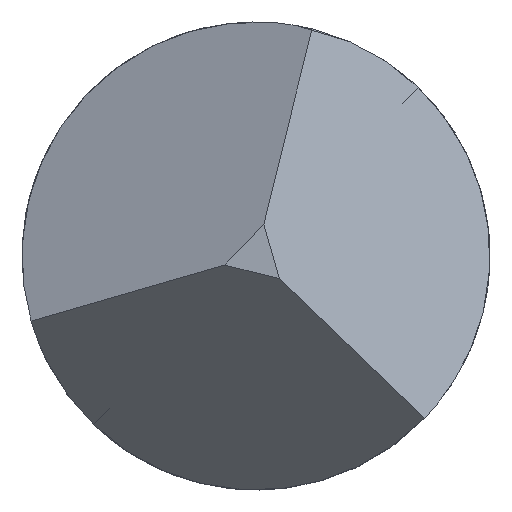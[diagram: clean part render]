
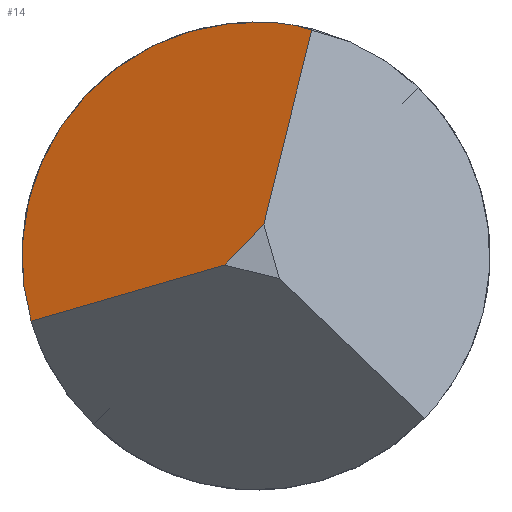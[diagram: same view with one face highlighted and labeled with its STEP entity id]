
A CAD part, left-side view. The second image highlights one B-rep face of the part: STEP entity #14.
In plain terms, the highlighted planar face has unit normal (-0.743, 0.482, 0.464).
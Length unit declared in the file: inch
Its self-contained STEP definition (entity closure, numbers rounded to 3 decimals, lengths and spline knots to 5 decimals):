
#14 = ADVANCED_FACE ( 'NONE', ( #737 ), #1288, .F. ) ;
#121 = VERTEX_POINT ( 'NONE', #666 ) ;
#144 = CARTESIAN_POINT ( 'NONE',  ( -0.437, 0.0024, -0.00069 ) ) ;
#169 = DIRECTION ( 'NONE',  ( 0.411, 0.876, -0.253 ) ) ;
#240 = VECTOR ( 'NONE', #267, 39.37008 ) ;
#265 = CARTESIAN_POINT ( 'NONE',  ( -0.43002, -0.00431, 0.01748 ) ) ;
#267 = DIRECTION ( 'NONE',  ( -0.411, 0.218, -0.885 ) ) ;
#329 = CARTESIAN_POINT ( 'NONE',  ( -0.437, 0.0024, -0.00069 ) ) ;
#370 = CARTESIAN_POINT ( 'NONE',  ( -0.43002, -0.00431, 0.01748 ) ) ;
#375 = CARTESIAN_POINT ( 'NONE',  ( -0.41787, 0.01082, 0.02121 ) ) ;
#377 = CARTESIAN_POINT ( 'NONE',  ( -0.41787, 0.02162, 0.00997 ) ) ;
#378 = VERTEX_POINT ( 'NONE', #1152 ) ;
#547 = CARTESIAN_POINT ( 'NONE',  ( -0.437, 0.01337, -0.01211 ) ) ;
#613 = VECTOR ( 'NONE', #169, 39.37008 ) ;
#666 = CARTESIAN_POINT ( 'NONE',  ( -0.437, -0.0006, 0.00243 ) ) ;
#704 = VECTOR ( 'NONE', #706, 39.37008 ) ;
#706 = DIRECTION ( 'NONE',  ( 0., 0.693, -0.721 ) ) ;
#707 = LINE ( 'NONE', #265, #240 ) ;
#737 = FACE_OUTER_BOUND ( 'NONE', #1044, .T. ) ;
#747 =( BOUNDED_CURVE ( )  B_SPLINE_CURVE ( 3, ( #840, #377, #375, #370 ),
 .UNSPECIFIED., .F., .T. ) 
 B_SPLINE_CURVE_WITH_KNOTS ( ( 4, 4 ),
 ( 5.23599, 7.33038 ),
 .UNSPECIFIED. ) 
 CURVE ( )  GEOMETRIC_REPRESENTATION_ITEM ( )  RATIONAL_B_SPLINE_CURVE ( ( 1., 0.667, 0.667, 1. ) ) 
 REPRESENTATION_ITEM ( '' )  );
#797 = EDGE_CURVE ( 'NONE', #121, #995, #811, .T. ) ;
#811 = LINE ( 'NONE', #547, #704 ) ;
#840 = CARTESIAN_POINT ( 'NONE',  ( -0.43002, 0.01729, -0.005 ) ) ;
#970 = EDGE_CURVE ( 'NONE', #378, #1313, #747, .T. ) ;
#995 = VERTEX_POINT ( 'NONE', #329 ) ;
#1035 = EDGE_CURVE ( 'NONE', #1313, #121, #707, .T. ) ;
#1044 = EDGE_LOOP ( 'NONE', ( #1428, #1436, #1438, #1441 ) ) ;
#1121 = EDGE_CURVE ( 'NONE', #995, #378, #1492, .T. ) ;
#1130 = DIRECTION ( 'NONE',  ( 0.669, 0.536, 0.515 ) ) ;
#1133 = DIRECTION ( 'NONE',  ( 0.743, -0.482, -0.464 ) ) ;
#1142 = CARTESIAN_POINT ( 'NONE',  ( -0.42192, 0.02545, -0.00051 ) ) ;
#1152 = CARTESIAN_POINT ( 'NONE',  ( -0.43002, 0.01729, -0.005 ) ) ;
#1288 = PLANE ( 'NONE',  #1543 ) ;
#1313 = VERTEX_POINT ( 'NONE', #1561 ) ;
#1428 = ORIENTED_EDGE ( 'NONE', *, *, #1035, .F. ) ;
#1436 = ORIENTED_EDGE ( 'NONE', *, *, #970, .F. ) ;
#1438 = ORIENTED_EDGE ( 'NONE', *, *, #1121, .F. ) ;
#1441 = ORIENTED_EDGE ( 'NONE', *, *, #797, .F. ) ;
#1492 = LINE ( 'NONE', #144, #613 ) ;
#1543 = AXIS2_PLACEMENT_3D ( 'NONE', #1142, #1133, #1130 ) ;
#1561 = CARTESIAN_POINT ( 'NONE',  ( -0.43002, -0.00431, 0.01748 ) ) ;
